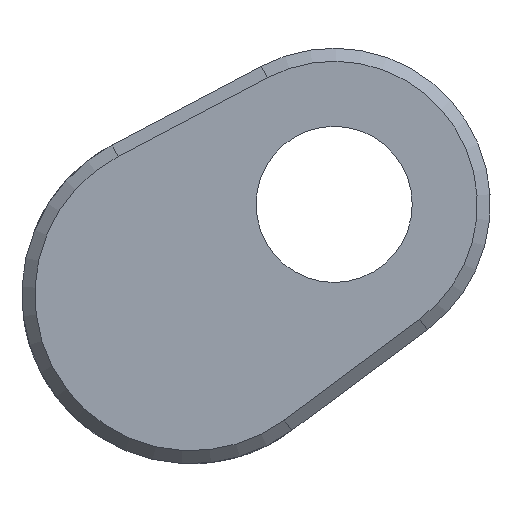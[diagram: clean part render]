
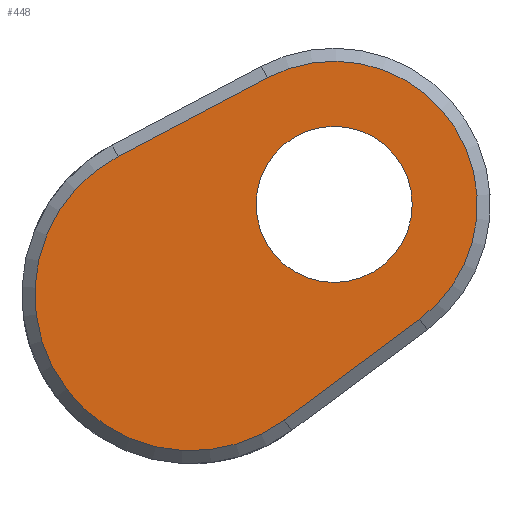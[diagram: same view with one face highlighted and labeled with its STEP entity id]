
A CAD part, front view. The second image highlights one B-rep face of the part: STEP entity #448.
In plain terms, the highlighted planar face has unit normal (0, -1, 0).
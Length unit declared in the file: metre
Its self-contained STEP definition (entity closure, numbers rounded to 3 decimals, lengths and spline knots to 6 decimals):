
#22=PLANE('',#504);
#51=CIRCLE('',#500,0.006);
#54=CIRCLE('',#505,0.012);
#55=CIRCLE('',#506,0.011);
#123=ORIENTED_EDGE('',*,*,#233,.T.);
#124=ORIENTED_EDGE('',*,*,#234,.T.);
#125=ORIENTED_EDGE('',*,*,#235,.T.);
#126=ORIENTED_EDGE('',*,*,#236,.T.);
#127=ORIENTED_EDGE('',*,*,#228,.F.);
#228=EDGE_CURVE('',#278,#278,#51,.T.);
#233=EDGE_CURVE('',#283,#284,#313,.T.);
#234=EDGE_CURVE('',#284,#285,#54,.T.);
#235=EDGE_CURVE('',#285,#286,#314,.T.);
#236=EDGE_CURVE('',#286,#283,#55,.T.);
#278=VERTEX_POINT('',#803);
#283=VERTEX_POINT('',#815);
#284=VERTEX_POINT('',#816);
#285=VERTEX_POINT('',#818);
#286=VERTEX_POINT('',#820);
#313=LINE('',#814,#349);
#314=LINE('',#819,#350);
#349=VECTOR('',#610,1.);
#350=VECTOR('',#613,1.);
#376=EDGE_LOOP('',(#123,#124,#125,#126));
#377=EDGE_LOOP('',(#127));
#410=FACE_BOUND('',#376,.T.);
#411=FACE_BOUND('',#377,.T.);
#448=ADVANCED_FACE('',(#410,#411),#22,.T.);
#500=AXIS2_PLACEMENT_3D('',#802,#598,#599);
#504=AXIS2_PLACEMENT_3D('',#813,#608,#609);
#505=AXIS2_PLACEMENT_3D('',#817,#611,#612);
#506=AXIS2_PLACEMENT_3D('',#821,#614,#615);
#598=DIRECTION('',(0.,-1.,0.));
#599=DIRECTION('',(0.,0.,-1.));
#608=DIRECTION('',(0.,-1.,0.));
#609=DIRECTION('',(1.,0.,0.));
#610=DIRECTION('',(-0.885,0.,-0.467));
#611=DIRECTION('',(0.,-1.,0.));
#612=DIRECTION('',(0.,0.,-1.));
#613=DIRECTION('',(0.802,0.,0.597));
#614=DIRECTION('',(0.,-1.,0.));
#615=DIRECTION('',(0.,0.,-1.));
#802=CARTESIAN_POINT('',(-0.014204,-0.048,0.272759));
#803=CARTESIAN_POINT('',(-0.014204,-0.048,0.266759));
#813=CARTESIAN_POINT('',(-0.020203,-0.048,0.268793));
#814=CARTESIAN_POINT('',(-0.0308,-0.048,0.276441));
#815=CARTESIAN_POINT('',(-0.019335,-0.048,0.282488));
#816=CARTESIAN_POINT('',(-0.0308,-0.048,0.276441));
#817=CARTESIAN_POINT('',(-0.025202,-0.048,0.265827));
#818=CARTESIAN_POINT('',(-0.018041,-0.048,0.256198));
#819=CARTESIAN_POINT('',(-0.00764,-0.048,0.263931));
#820=CARTESIAN_POINT('',(-0.00764,-0.048,0.263931));
#821=CARTESIAN_POINT('',(-0.014204,-0.048,0.272759));
